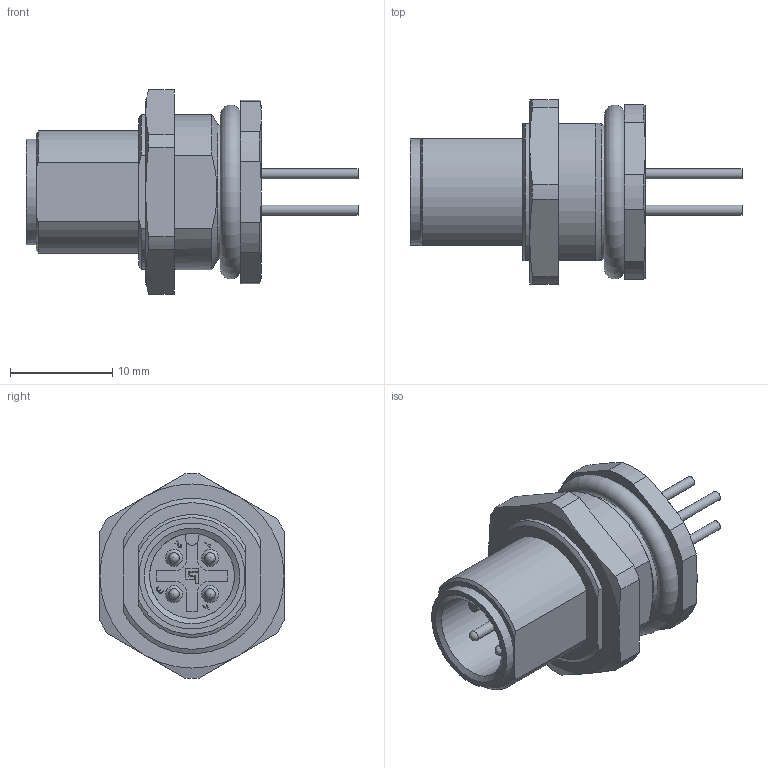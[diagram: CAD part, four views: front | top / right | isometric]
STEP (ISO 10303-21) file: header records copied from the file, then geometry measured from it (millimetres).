
FILE_DESCRIPTION(/* description */ (''),/* implementation_level */ '2;1');
FILE_NAME(/* name */ '09_3431_116_04_001_00.stp',/* time_stamp */ '2012-07-26T10:13:27+02:00',/* author */ (''),/* organization */ (''),/* preprocessor_version */ 'ST-DEVELOPER v11',/* originating_system */ 'SIEMENS UGS NX 6.0',/* authorisation */ '');
FILE_SCHEMA (('AUTOMOTIVE_DESIGN { 1 0 10303 214 1 1 1 1 }'));
Length unit declared in the file: millimetre
Products named in the file (1): kborC482r9y7
Bounding box: 32.45 x 18 x 19.99 mm (x, y, z)
Surface area: 2916.4 mm2 (no closed solid volume)
Topology: 0 solids, 1 shells, 259 faces, 671 edges, 441 vertices
Faces by surface type: plane 129, cylinder 52, extrusion 32, cone 30, torus 12, sphere 4
Full cylindrical faces by diameter (mm): 0.77 x4, 0.97 x4, 1 x4, 1.05 x4, 7.7 x1, 8.3 x1, 10.4 x1, 11 x1, 13 x1
Entity records: 9092 total; most frequent: CARTESIAN_POINT 3274, ORIENTED_EDGE 1196, DIRECTION 1090, EDGE_CURVE 598, VERTEX_POINT 410, AXIS2_PLACEMENT_3D 398, EDGE_LOOP 328, VECTOR 294
